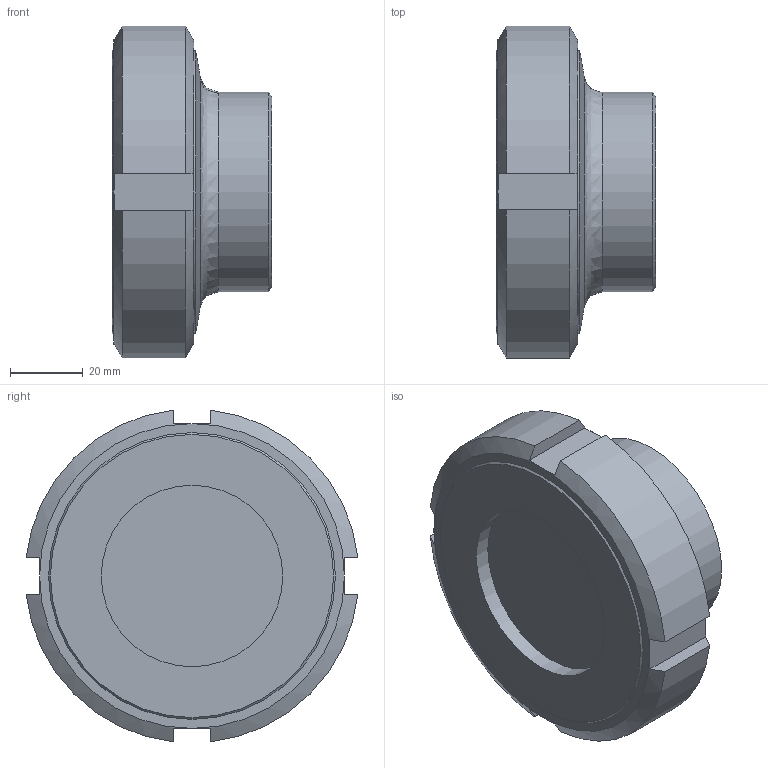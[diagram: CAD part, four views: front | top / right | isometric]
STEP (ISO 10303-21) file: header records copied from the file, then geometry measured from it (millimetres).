
FILE_DESCRIPTION((''),'2;1');
FILE_NAME('62100050X200.stp','2010-10-29T12:41:30',('Creator'),(''),'Autodesk Inventor 2010','Autodesk Inventor 2010','');
FILE_SCHEMA(('AUTOMOTIVE_DESIGN { 1 0 10303 214 1 1 1 1 }'));
Length unit declared in the file: millimetre
Products named in the file (1): 62100050X200
Bounding box: 44 x 91.45 x 91.45 mm (x, y, z)
Volume: 123255 mm3; surface area: 37330.8 mm2
Topology: 1 solids, 4 shells, 59 faces, 123 edges, 78 vertices
Faces by surface type: plane 26, cylinder 16, cone 14, torus 2, bspline 1
Full cylindrical faces by diameter (mm): 50 x2, 50.5 x1, 54 x1, 55 x1, 63.8 x1, 64 x1, 65 x1, 66 x1, 76 x1, 78 x1, 78.4 x1
Entity records: 1485 total; most frequent: CARTESIAN_POINT 338, DIRECTION 232, ORIENTED_EDGE 194, AXIS2_PLACEMENT_3D 108, EDGE_CURVE 97, EDGE_LOOP 92, VERTEX_POINT 73, FACE_OUTER_BOUND 59
